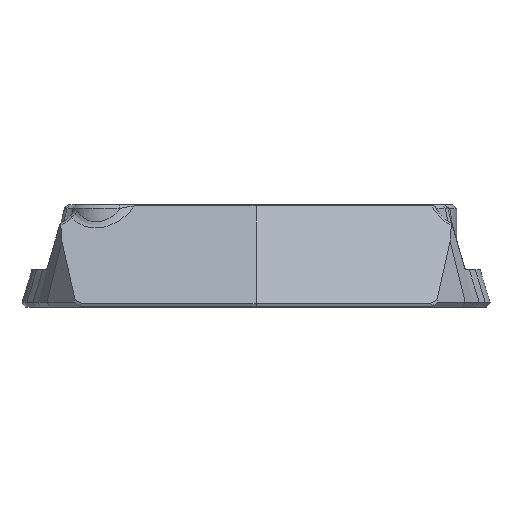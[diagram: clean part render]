
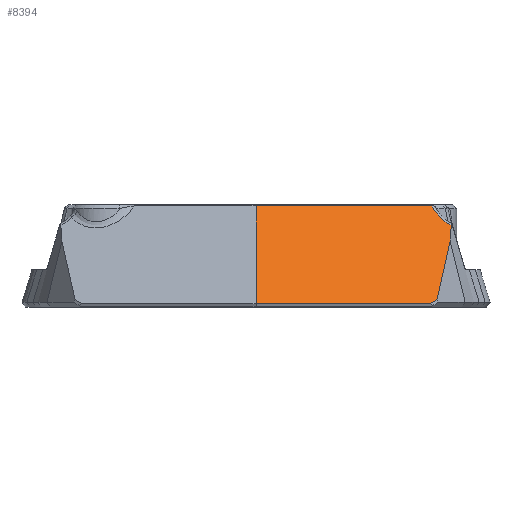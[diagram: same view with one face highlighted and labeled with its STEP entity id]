
A CAD part, top view. The second image highlights one B-rep face of the part: STEP entity #8394.
In plain terms, the highlighted planar face has unit normal (0.139, 0.663, 0.736).
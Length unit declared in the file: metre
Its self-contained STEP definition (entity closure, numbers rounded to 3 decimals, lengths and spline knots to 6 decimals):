
#171=ELLIPSE('',#8983,0.005282,0.0035);
#537=B_SPLINE_CURVE_WITH_KNOTS('',3,(#12524,#12525,#12526,#12527),
 .UNSPECIFIED.,.F.,.F.,(4,4),(0.001904,0.004212),
 .UNSPECIFIED.);
#1350=ORIENTED_EDGE('',*,*,#3910,.T.);
#1351=ORIENTED_EDGE('',*,*,#3911,.T.);
#1352=ORIENTED_EDGE('',*,*,#3853,.F.);
#1353=ORIENTED_EDGE('',*,*,#3874,.F.);
#1354=ORIENTED_EDGE('',*,*,#3912,.T.);
#1355=ORIENTED_EDGE('',*,*,#3913,.T.);
#1356=ORIENTED_EDGE('',*,*,#3860,.F.);
#3853=EDGE_CURVE('',#5130,#5131,#5775,.F.);
#3860=EDGE_CURVE('',#5137,#5138,#5781,.T.);
#3874=EDGE_CURVE('',#5149,#5130,#537,.F.);
#3910=EDGE_CURVE('',#5137,#5174,#5800,.F.);
#3911=EDGE_CURVE('',#5174,#5131,#5801,.F.);
#3912=EDGE_CURVE('',#5149,#5175,#171,.T.);
#3913=EDGE_CURVE('',#5175,#5138,#5802,.F.);
#5130=VERTEX_POINT('',#12445);
#5131=VERTEX_POINT('',#12446);
#5137=VERTEX_POINT('',#12462);
#5138=VERTEX_POINT('',#12464);
#5149=VERTEX_POINT('',#12523);
#5174=VERTEX_POINT('',#12687);
#5175=VERTEX_POINT('',#12690);
#5775=LINE('',#12444,#6519);
#5781=LINE('',#12463,#6525);
#5800=LINE('',#12686,#6544);
#5801=LINE('',#12688,#6545);
#5802=LINE('',#12691,#6546);
#6519=VECTOR('',#9808,1.);
#6525=VECTOR('',#9816,1.);
#6544=VECTOR('',#9861,1.);
#6545=VECTOR('',#9862,1.);
#6546=VECTOR('',#9865,1.);
#7099=EDGE_LOOP('',(#1350,#1351,#1352,#1353,#1354,#1355,#1356));
#7635=FACE_BOUND('',#7099,.T.);
#8122=PLANE('',#8982);
#8394=ADVANCED_FACE('',(#7635),#8122,.F.);
#8982=AXIS2_PLACEMENT_3D('',#12685,#9859,#9860);
#8983=AXIS2_PLACEMENT_3D('',#12689,#9863,#9864);
#9808=DIRECTION('',(0.161,0.718,-0.677));
#9816=DIRECTION('',(0.,0.743,-0.669));
#9859=DIRECTION('',(-0.139,-0.663,-0.736));
#9860=DIRECTION('',(0.99,-0.093,-0.103));
#9861=DIRECTION('',(-0.983,0.,0.186));
#9862=DIRECTION('',(-0.712,-0.45,0.54));
#9863=DIRECTION('',(-0.139,-0.663,-0.736));
#9864=DIRECTION('',(0.123,-0.749,0.651));
#9865=DIRECTION('',(0.983,0.,-0.186));
#12444=CARTESIAN_POINT('',(0.017898,-0.010123,0.022349));
#12445=CARTESIAN_POINT('',(0.020852,0.003084,0.009899));
#12446=CARTESIAN_POINT('',(0.019441,-0.003226,0.015848));
#12462=CARTESIAN_POINT('',(0.,-0.003637,0.019895));
#12463=CARTESIAN_POINT('',(0.,-0.004,0.020221));
#12464=CARTESIAN_POINT('',(0.,0.006865,0.010438));
#12523=CARTESIAN_POINT('',(0.020971,0.004786,0.008345));
#12524=CARTESIAN_POINT('',(0.020852,0.003084,0.009899));
#12525=CARTESIAN_POINT('',(0.020891,0.003652,0.009381));
#12526=CARTESIAN_POINT('',(0.020914,0.004222,0.008863));
#12527=CARTESIAN_POINT('',(0.020971,0.004786,0.008345));
#12685=CARTESIAN_POINT('',(0.,-0.004,0.020221));
#12686=CARTESIAN_POINT('',(0.018515,-0.003637,0.016393));
#12687=CARTESIAN_POINT('',(0.01879,-0.003637,0.016341));
#12688=CARTESIAN_POINT('',(0.007667,-0.010668,0.024775));
#12689=CARTESIAN_POINT('',(0.02182,0.008378,0.004949));
#12690=CARTESIAN_POINT('',(0.018892,0.006863,0.006867));
#12691=CARTESIAN_POINT('',(0.000022,0.006865,0.010434));
